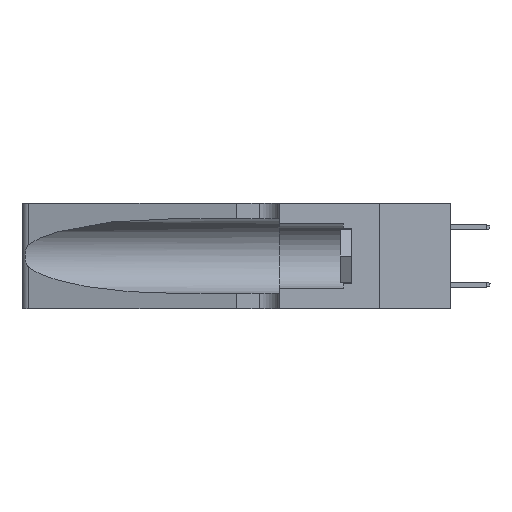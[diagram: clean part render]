
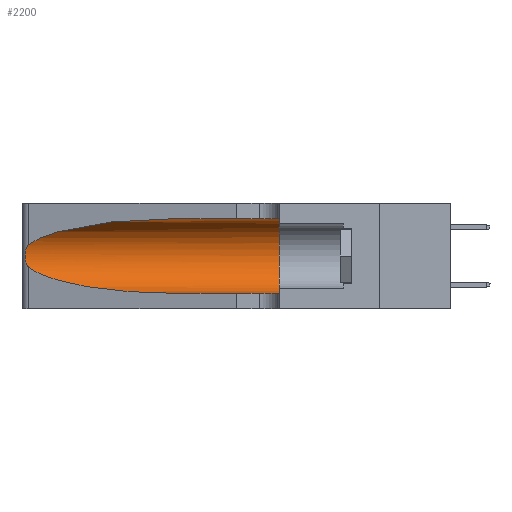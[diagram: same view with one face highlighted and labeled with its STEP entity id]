
A CAD part, left-side view. The second image highlights one B-rep face of the part: STEP entity #2200.
In plain terms, the highlighted cylindrical face has radius 3.308 mm (diameter 6.617 mm), a partial arc.
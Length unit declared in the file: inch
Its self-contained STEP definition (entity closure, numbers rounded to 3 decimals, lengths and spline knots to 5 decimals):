
#18 = DIRECTION ( 'NONE',  ( 0., 0., 1. ) ) ;
#677 = CARTESIAN_POINT ( 'NONE',  ( 0.25555, 1.22993, 0.14849 ) ) ;
#1217 = CARTESIAN_POINT ( 'NONE',  ( 0.25856, 1.23593, 0.16098 ) ) ;
#1281 = ORIENTED_EDGE ( 'NONE', *, *, #2593, .T. ) ;
#1473 = EDGE_CURVE ( 'NONE', #10594, #26424, #9337, .T. ) ;
#1606 = CARTESIAN_POINT ( 'NONE',  ( 0.1305, 0.35, 0.31525 ) ) ;
#2200 = ADVANCED_FACE ( 'NONE', ( #10176 ), #16588, .F. ) ;
#2228 = AXIS2_PLACEMENT_3D ( 'NONE', #9173, #20629, #18 ) ;
#2593 = EDGE_CURVE ( 'NONE', #10594, #11564, #4498, .T. ) ;
#3278 = CARTESIAN_POINT ( 'NONE',  ( 0.1305, 1.61858, 0.31525 ) ) ;
#3795 = CARTESIAN_POINT ( 'NONE',  ( 0.1305, 0.72297, 0.05475 ) ) ;
#3865 = ORIENTED_EDGE ( 'NONE', *, *, #19377, .T. ) ;
#3967 = DIRECTION ( 'NONE',  ( 0., 0., -1. ) ) ;
#4498 =( BOUNDED_CURVE ( )  B_SPLINE_CURVE ( 3, ( #13823, #22082, #16013, #13964 ),
 .UNSPECIFIED., .F., .T. ) 
 B_SPLINE_CURVE_WITH_KNOTS ( ( 4, 4 ),
 ( 1.5708, 2.84003 ),
 .UNSPECIFIED. ) 
 CURVE ( )  GEOMETRIC_REPRESENTATION_ITEM ( )  RATIONAL_B_SPLINE_CURVE ( ( 1., 0.87, 0.87, 1. ) ) 
 REPRESENTATION_ITEM ( '' )  );
#5171 = CARTESIAN_POINT ( 'NONE',  ( 0.25487, 1.22718, 0.22369 ) ) ;
#5305 = AXIS2_PLACEMENT_3D ( 'NONE', #18485, #21012, #3967 ) ;
#5890 = DIRECTION ( 'NONE',  ( 0., -1., 0. ) ) ;
#6926 = CARTESIAN_POINT ( 'NONE',  ( 0.25639, 1.23184, 0.21858 ) ) ;
#7064 = CARTESIAN_POINT ( 'NONE',  ( 0.25787, 1.23484, 0.2124 ) ) ;
#7350 = LINE ( 'NONE', #22390, #14149 ) ;
#7408 = CIRCLE ( 'NONE', #2228, 0.13025 ) ;
#7457 = CARTESIAN_POINT ( 'NONE',  ( 0.26018, 1.23835, 0.19895 ) ) ;
#7606 = DIRECTION ( 'NONE',  ( 0., -1., 0. ) ) ;
#8950 = CARTESIAN_POINT ( 'NONE',  ( 0.26017, 1.23833, 0.17102 ) ) ;
#9173 = CARTESIAN_POINT ( 'NONE',  ( 0.1305, 0.35, 0.185 ) ) ;
#9337 = LINE ( 'NONE', #3278, #21600 ) ;
#9520 = EDGE_CURVE ( 'NONE', #26424, #16431, #7408, .T. ) ;
#10176 = FACE_OUTER_BOUND ( 'NONE', #11108, .T. ) ;
#10350 = ORIENTED_EDGE ( 'NONE', *, *, #9520, .F. ) ;
#10594 = VERTEX_POINT ( 'NONE', #13718 ) ;
#10861 = EDGE_CURVE ( 'NONE', #11564, #11483, #24420, .T. ) ;
#11108 = EDGE_LOOP ( 'NONE', ( #1281, #13876, #3865, #25793, #10350, #13299 ) ) ;
#11483 = VERTEX_POINT ( 'NONE', #24827 ) ;
#11507 = CARTESIAN_POINT ( 'NONE',  ( 0.25555, 1.22994, 0.2215 ) ) ;
#11564 = VERTEX_POINT ( 'NONE', #21184 ) ;
#13149 = CARTESIAN_POINT ( 'NONE',  ( 0.25854, 1.2359, 0.20912 ) ) ;
#13299 = ORIENTED_EDGE ( 'NONE', *, *, #1473, .F. ) ;
#13718 = CARTESIAN_POINT ( 'NONE',  ( 0.1305, 0.72297, 0.31525 ) ) ;
#13823 = CARTESIAN_POINT ( 'NONE',  ( 0.1305, 0.72297, 0.31525 ) ) ;
#13876 = ORIENTED_EDGE ( 'NONE', *, *, #10861, .T. ) ;
#13964 = CARTESIAN_POINT ( 'NONE',  ( 0.25487, 1.22718, 0.22369 ) ) ;
#13966 = CARTESIAN_POINT ( 'NONE',  ( 0.2373, 1.15595, 0.08982 ) ) ;
#14149 = VECTOR ( 'NONE', #5890, 39.37008 ) ;
#16013 = CARTESIAN_POINT ( 'NONE',  ( 0.2373, 1.15595, 0.28018 ) ) ;
#16044 = VERTEX_POINT ( 'NONE', #22718 ) ;
#16431 = VERTEX_POINT ( 'NONE', #20546 ) ;
#16588 = CYLINDRICAL_SURFACE ( 'NONE', #5305, 0.13025 ) ;
#18485 = CARTESIAN_POINT ( 'NONE',  ( 0.1305, 1.61858, 0.185 ) ) ;
#19377 = EDGE_CURVE ( 'NONE', #11483, #16044, #22831, .T. ) ;
#19533 = CARTESIAN_POINT ( 'NONE',  ( 0.25789, 1.23486, 0.15765 ) ) ;
#19785 = CARTESIAN_POINT ( 'NONE',  ( 0.25639, 1.23186, 0.15144 ) ) ;
#20546 = CARTESIAN_POINT ( 'NONE',  ( 0.1305, 0.35, 0.05475 ) ) ;
#20629 = DIRECTION ( 'NONE',  ( 0., 1., 0. ) ) ;
#21012 = DIRECTION ( 'NONE',  ( 0., -1., 0. ) ) ;
#21184 = CARTESIAN_POINT ( 'NONE',  ( 0.25487, 1.22718, 0.22369 ) ) ;
#21600 = VECTOR ( 'NONE', #7606, 39.37008 ) ;
#22082 = CARTESIAN_POINT ( 'NONE',  ( 0.18966, 0.96281, 0.31525 ) ) ;
#22353 = CARTESIAN_POINT ( 'NONE',  ( 0.18966, 0.96281, 0.05475 ) ) ;
#22390 = CARTESIAN_POINT ( 'NONE',  ( 0.1305, 1.61858, 0.05475 ) ) ;
#22487 = CARTESIAN_POINT ( 'NONE',  ( 0.25487, 1.22718, 0.14631 ) ) ;
#22718 = CARTESIAN_POINT ( 'NONE',  ( 0.1305, 0.72297, 0.05475 ) ) ;
#22831 =( BOUNDED_CURVE ( )  B_SPLINE_CURVE ( 3, ( #22487, #13966, #22353, #3795 ),
 .UNSPECIFIED., .F., .T. ) 
 B_SPLINE_CURVE_WITH_KNOTS ( ( 4, 4 ),
 ( 3.44316, 4.71239 ),
 .UNSPECIFIED. ) 
 CURVE ( )  GEOMETRIC_REPRESENTATION_ITEM ( )  RATIONAL_B_SPLINE_CURVE ( ( 1., 0.87, 0.87, 1. ) ) 
 REPRESENTATION_ITEM ( '' )  );
#23672 = CARTESIAN_POINT ( 'NONE',  ( 0.26075, 1.23896, 0.19203 ) ) ;
#24167 = EDGE_CURVE ( 'NONE', #16044, #16431, #7350, .T. ) ;
#24420 = B_SPLINE_CURVE_WITH_KNOTS ( 'NONE', 3,
 ( #5171, #11507, #6926, #7064, #13149, #7457, #23672, #25594, #8950, #1217, #19533, #19785, #677, #25994 ),
 .UNSPECIFIED., .F., .F.,
 ( 4, 2, 2, 2, 2, 2, 4 ),
 ( 0., 0.00027, 0.00053, 0.00107, 0.0016, 0.00187, 0.00214 ),
 .UNSPECIFIED. ) ;
#24827 = CARTESIAN_POINT ( 'NONE',  ( 0.25487, 1.22718, 0.14631 ) ) ;
#25594 = CARTESIAN_POINT ( 'NONE',  ( 0.26075, 1.23896, 0.178 ) ) ;
#25793 = ORIENTED_EDGE ( 'NONE', *, *, #24167, .T. ) ;
#25994 = CARTESIAN_POINT ( 'NONE',  ( 0.25487, 1.22718, 0.14631 ) ) ;
#26424 = VERTEX_POINT ( 'NONE', #1606 ) ;
